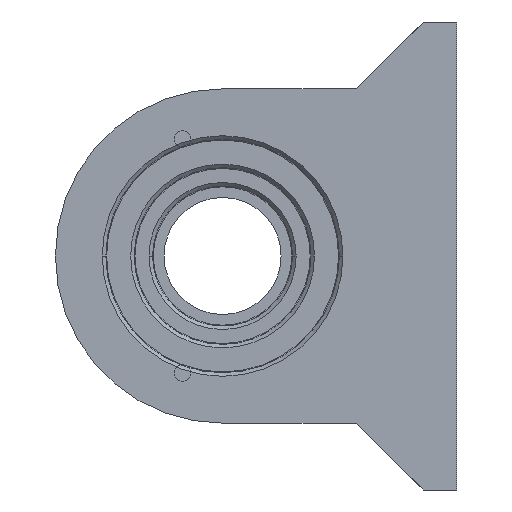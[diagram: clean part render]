
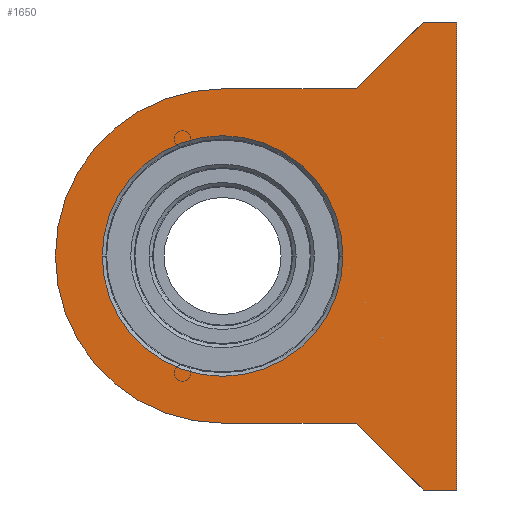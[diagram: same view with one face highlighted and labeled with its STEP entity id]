
A CAD part, front view. The second image highlights one B-rep face of the part: STEP entity #1650.
In plain terms, the highlighted planar face has unit normal (0, -1, 0).
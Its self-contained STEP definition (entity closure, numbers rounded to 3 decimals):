
#1=DIRECTION('',(1.,0.,0.));
#2=VECTOR('',#1,40.);
#3=CARTESIAN_POINT('',(0.,0.,50.));
#4=LINE('',#3,#2);
#5=DIRECTION('',(0.707,0.,0.707));
#6=VECTOR('',#5,28.284);
#7=CARTESIAN_POINT('',(40.,0.,50.));
#8=LINE('',#7,#6);
#9=DIRECTION('',(-1.,0.,0.));
#10=VECTOR('',#9,10.);
#11=CARTESIAN_POINT('',(70.,0.,70.));
#12=LINE('',#11,#10);
#13=DIRECTION('',(0.,0.,-1.));
#14=VECTOR('',#13,140.);
#15=CARTESIAN_POINT('',(70.,0.,70.));
#16=LINE('',#15,#14);
#17=DIRECTION('',(-0.707,0.,0.707));
#18=VECTOR('',#17,28.284);
#19=CARTESIAN_POINT('',(60.,0.,-70.));
#20=LINE('',#19,#18);
#21=DIRECTION('',(-1.,0.,0.));
#22=VECTOR('',#21,40.);
#23=CARTESIAN_POINT('',(40.,0.,-50.));
#24=LINE('',#23,#22);
#25=CARTESIAN_POINT('',(0.,0.,0.));
#26=DIRECTION('',(0.,1.,0.));
#27=DIRECTION('',(0.,0.,-1.));
#28=AXIS2_PLACEMENT_3D('',#25,#26,#27);
#30=CARTESIAN_POINT('',(0.,0.,0.));
#31=DIRECTION('',(0.,1.,0.));
#32=DIRECTION('',(1.,0.,0.));
#33=AXIS2_PLACEMENT_3D('',#30,#31,#32);
#35=CARTESIAN_POINT('',(0.,0.,0.));
#36=DIRECTION('',(0.,1.,0.));
#37=DIRECTION('',(-1.,0.,0.));
#38=AXIS2_PLACEMENT_3D('',#35,#36,#37);
#387=DIRECTION('',(-1.,0.,0.));
#388=VECTOR('',#387,10.);
#389=CARTESIAN_POINT('',(70.,0.,-70.));
#390=LINE('',#389,#388);
#1289=CARTESIAN_POINT('',(0.,0.,-50.));
#1290=CARTESIAN_POINT('',(0.,0.,50.));
#1291=VERTEX_POINT('',#1289);
#1292=VERTEX_POINT('',#1290);
#1297=CARTESIAN_POINT('',(70.,0.,-70.));
#1299=VERTEX_POINT('',#1297);
#1302=CARTESIAN_POINT('',(70.,0.,70.));
#1304=VERTEX_POINT('',#1302);
#1313=CARTESIAN_POINT('',(40.,0.,50.));
#1315=VERTEX_POINT('',#1313);
#1317=CARTESIAN_POINT('',(40.,0.,-50.));
#1319=VERTEX_POINT('',#1317);
#1322=CARTESIAN_POINT('',(60.,0.,-70.));
#1324=VERTEX_POINT('',#1322);
#1326=CARTESIAN_POINT('',(60.,0.,70.));
#1328=VERTEX_POINT('',#1326);
#1429=CARTESIAN_POINT('',(36.,0.,0.));
#1430=CARTESIAN_POINT('',(-36.,0.,0.));
#1431=VERTEX_POINT('',#1429);
#1432=VERTEX_POINT('',#1430);
#1621=CARTESIAN_POINT('',(0.,0.,0.));
#1622=DIRECTION('',(0.,1.,0.));
#1623=DIRECTION('',(1.,0.,0.));
#1624=AXIS2_PLACEMENT_3D('',#1621,#1622,#1623);
#1625=PLANE('',#1624);
#1627=ORIENTED_EDGE('',*,*,#1626,.T.);
#1629=ORIENTED_EDGE('',*,*,#1628,.T.);
#1631=ORIENTED_EDGE('',*,*,#1630,.F.);
#1633=ORIENTED_EDGE('',*,*,#1632,.T.);
#1635=ORIENTED_EDGE('',*,*,#1634,.T.);
#1637=ORIENTED_EDGE('',*,*,#1636,.T.);
#1639=ORIENTED_EDGE('',*,*,#1638,.T.);
#1641=ORIENTED_EDGE('',*,*,#1640,.T.);
#1642=EDGE_LOOP('',(#1627,#1629,#1631,#1633,#1635,#1637,#1639,#1641));
#1643=FACE_OUTER_BOUND('',#1642,.F.);
#1645=ORIENTED_EDGE('',*,*,#1644,.F.);
#1647=ORIENTED_EDGE('',*,*,#1646,.F.);
#1648=EDGE_LOOP('',(#1645,#1647));
#1649=FACE_BOUND('',#1648,.F.);
#1650=ADVANCED_FACE('',(#1643,#1649),#1625,.F.);
#29=CIRCLE('',#28,50.);
#34=CIRCLE('',#33,36.);
#39=CIRCLE('',#38,36.);
#1626=EDGE_CURVE('',#1292,#1315,#4,.T.);
#1628=EDGE_CURVE('',#1315,#1328,#8,.T.);
#1630=EDGE_CURVE('',#1304,#1328,#12,.T.);
#1632=EDGE_CURVE('',#1304,#1299,#16,.T.);
#1634=EDGE_CURVE('',#1299,#1324,#390,.T.);
#1636=EDGE_CURVE('',#1324,#1319,#20,.T.);
#1638=EDGE_CURVE('',#1319,#1291,#24,.T.);
#1640=EDGE_CURVE('',#1291,#1292,#29,.T.);
#1644=EDGE_CURVE('',#1431,#1432,#34,.T.);
#1646=EDGE_CURVE('',#1432,#1431,#39,.T.);
